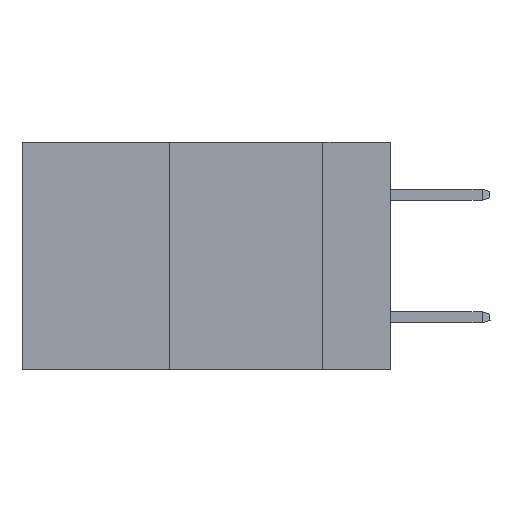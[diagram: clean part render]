
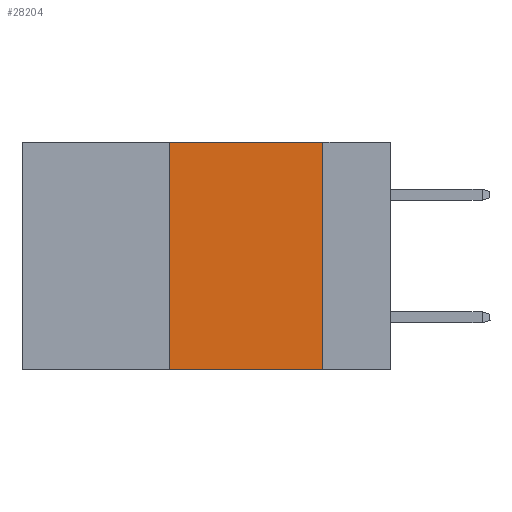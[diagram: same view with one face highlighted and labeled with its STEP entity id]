
A CAD part, left-side view. The second image highlights one B-rep face of the part: STEP entity #28204.
In plain terms, the highlighted planar face has unit normal (-1, 0, 0).
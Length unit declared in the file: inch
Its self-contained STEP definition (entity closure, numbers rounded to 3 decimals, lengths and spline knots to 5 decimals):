
#3476 = VECTOR ( 'NONE', #29803, 39.37008 ) ;
#3678 = CARTESIAN_POINT ( 'NONE',  ( 0., 0.6, 0. ) ) ;
#4100 = ORIENTED_EDGE ( 'NONE', *, *, #28612, .F. ) ;
#5517 = EDGE_LOOP ( 'NONE', ( #9734, #4100, #23542, #23586 ) ) ;
#7818 = LINE ( 'NONE', #16464, #41404 ) ;
#7905 = CARTESIAN_POINT ( 'NONE',  ( 0., 0.11, -0.37 ) ) ;
#8287 = PLANE ( 'NONE',  #17419 ) ;
#8539 = DIRECTION ( 'NONE',  ( 0., 0., 1. ) ) ;
#8811 = CARTESIAN_POINT ( 'NONE',  ( 0., 0.36, -0.37 ) ) ;
#9734 = ORIENTED_EDGE ( 'NONE', *, *, #21473, .F. ) ;
#11584 = CARTESIAN_POINT ( 'NONE',  ( 0., 0.6, 0. ) ) ;
#12072 = CARTESIAN_POINT ( 'NONE',  ( 0., 0.11, 0. ) ) ;
#13159 = DIRECTION ( 'NONE',  ( 0., -1., 0. ) ) ;
#14307 = EDGE_CURVE ( 'NONE', #23620, #34836, #19250, .T. ) ;
#14862 = DIRECTION ( 'NONE',  ( 0., 0., -1. ) ) ;
#16464 = CARTESIAN_POINT ( 'NONE',  ( 0., 0.6, -0.37 ) ) ;
#17419 = AXIS2_PLACEMENT_3D ( 'NONE', #11584, #34363, #14862 ) ;
#19250 = LINE ( 'NONE', #31392, #37520 ) ;
#19535 = CARTESIAN_POINT ( 'NONE',  ( 0., 0.36, 0. ) ) ;
#21473 = EDGE_CURVE ( 'NONE', #35903, #38740, #30586, .T. ) ;
#23542 = ORIENTED_EDGE ( 'NONE', *, *, #14307, .F. ) ;
#23586 = ORIENTED_EDGE ( 'NONE', *, *, #42170, .T. ) ;
#23620 = VERTEX_POINT ( 'NONE', #8811 ) ;
#28204 = ADVANCED_FACE ( 'NONE', ( #36160 ), #8287, .F. ) ;
#28612 = EDGE_CURVE ( 'NONE', #34836, #35903, #38173, .T. ) ;
#29803 = DIRECTION ( 'NONE',  ( 0., -1., 0. ) ) ;
#30586 = LINE ( 'NONE', #12072, #38180 ) ;
#31003 = CARTESIAN_POINT ( 'NONE',  ( 0., 0.11, 0. ) ) ;
#31392 = CARTESIAN_POINT ( 'NONE',  ( 0., 0.36, 0. ) ) ;
#34363 = DIRECTION ( 'NONE',  ( 1., 0., 0. ) ) ;
#34836 = VERTEX_POINT ( 'NONE', #19535 ) ;
#35903 = VERTEX_POINT ( 'NONE', #31003 ) ;
#36160 = FACE_OUTER_BOUND ( 'NONE', #5517, .T. ) ;
#37520 = VECTOR ( 'NONE', #8539, 39.37008 ) ;
#38092 = DIRECTION ( 'NONE',  ( 0., 0., -1. ) ) ;
#38173 = LINE ( 'NONE', #3678, #3476 ) ;
#38180 = VECTOR ( 'NONE', #38092, 39.37008 ) ;
#38740 = VERTEX_POINT ( 'NONE', #7905 ) ;
#41404 = VECTOR ( 'NONE', #13159, 39.37008 ) ;
#42170 = EDGE_CURVE ( 'NONE', #23620, #38740, #7818, .T. ) ;
